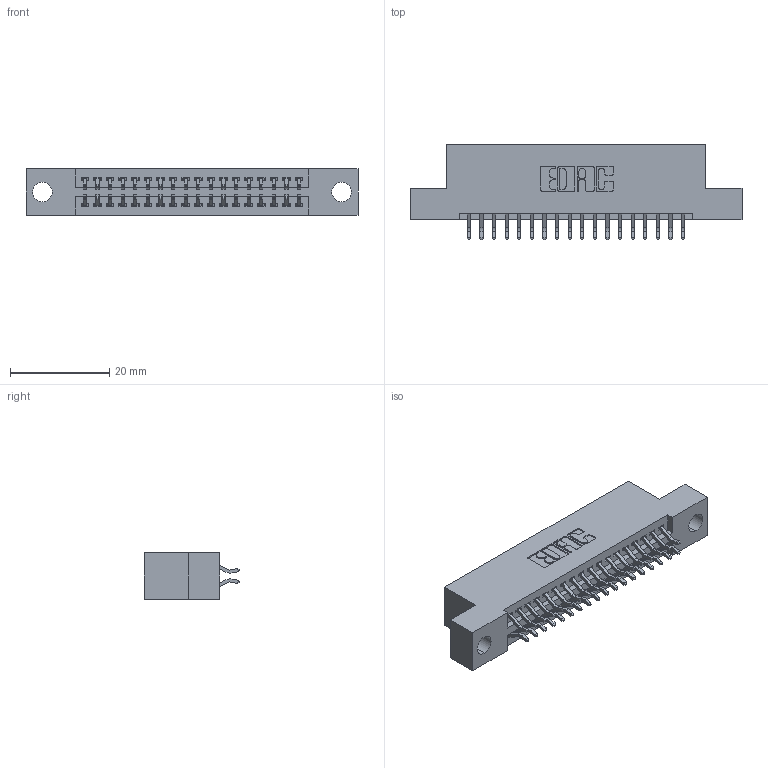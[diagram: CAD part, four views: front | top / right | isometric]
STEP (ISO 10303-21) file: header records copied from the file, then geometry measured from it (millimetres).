
FILE_DESCRIPTION (( 'STEP AP203' ), '1' );
FILE_NAME ('395-036-556-204.STEP', '2018-11-13T21:01:13', ( '' ), ( '' ), 'SwSTEP 2.0', 'SolidWorks 2016', '' );
FILE_SCHEMA (( 'CONFIG_CONTROL_DESIGN' ));
Length unit declared in the file: inch
Products named in the file (3): 395-036-556-204; 345 Part_Flush Mounting Lugs - 0.156 Dia-TH; 345-292-001_556 Tail
Assembly tree (37 placements, depth 2):
  395-036-556-204
    345 Part_Flush Mounting Lugs - 0.156 Dia-TH
    345-292-001_556 Tail  x36
Bounding box: 66.93 x 19.24 x 9.4 mm (x, y, z)
Volume: 6189.5 mm3; surface area: 8467.9 mm2
Topology: 37 solids, 37 shells, 2142 faces, 6353 edges, 4186 vertices
Faces by surface type: plane 1412, cylinder 730
Entity records: 17577 total; most frequent: CARTESIAN_POINT 2984, ORIENTED_EDGE 2906, DIRECTION 2649, EDGE_CURVE 1453, VECTOR 1241, LINE 1241, VERTEX_POINT 966, AXIS2_PLACEMENT_3D 704
